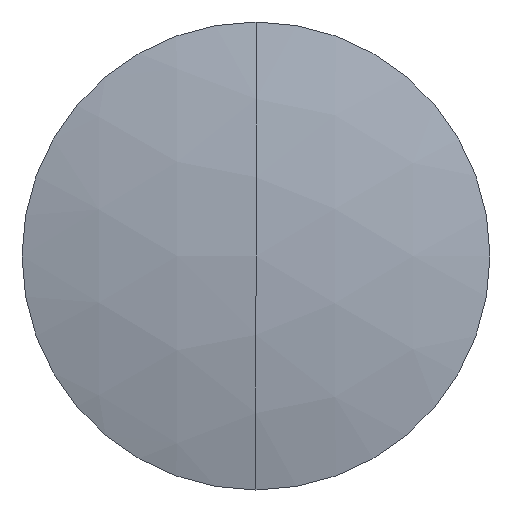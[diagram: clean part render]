
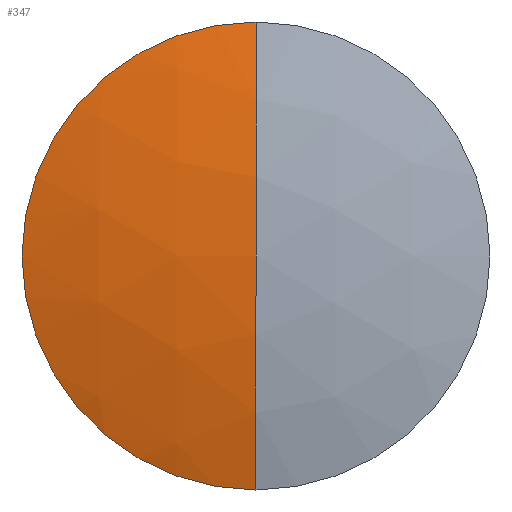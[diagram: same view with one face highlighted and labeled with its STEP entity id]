
A CAD part, left-side view. The second image highlights one B-rep face of the part: STEP entity #347.
In plain terms, the highlighted spherical face has radius 56 mm.
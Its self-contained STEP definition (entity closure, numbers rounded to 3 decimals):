
#3 = EDGE_CURVE ( 'NONE', #75, #158, #184, .T. ) ;
#6 = CARTESIAN_POINT ( 'NONE',  ( 272.601, 0., 0. ) ) ;
#19 = DIRECTION ( 'NONE',  ( 0., 1., 0. ) ) ;
#38 = DIRECTION ( 'NONE',  ( 0., 0., -1. ) ) ;
#66 = AXIS2_PLACEMENT_3D ( 'NONE', #316, #19, #147 ) ;
#72 = EDGE_CURVE ( 'NONE', #158, #121, #100, .T. ) ;
#75 = VERTEX_POINT ( 'NONE', #105 ) ;
#100 = CIRCLE ( 'NONE', #302, 56. ) ;
#105 = CARTESIAN_POINT ( 'NONE',  ( 218.647, 0., 15. ) ) ;
#121 = VERTEX_POINT ( 'NONE', #130 ) ;
#127 = ORIENTED_EDGE ( 'NONE', *, *, #3, .T. ) ;
#130 = CARTESIAN_POINT ( 'NONE',  ( 216.601, 0., 0. ) ) ;
#147 = DIRECTION ( 'NONE',  ( 0., 0., 1. ) ) ;
#158 = VERTEX_POINT ( 'NONE', #298 ) ;
#159 = DIRECTION ( 'NONE',  ( 0., 0., 1. ) ) ;
#164 = EDGE_LOOP ( 'NONE', ( #127, #218, #284 ) ) ;
#173 = AXIS2_PLACEMENT_3D ( 'NONE', #273, #177, #38 ) ;
#177 = DIRECTION ( 'NONE',  ( 0., -1., 0. ) ) ;
#178 = DIRECTION ( 'NONE',  ( -1., 0., 0. ) ) ;
#181 = AXIS2_PLACEMENT_3D ( 'NONE', #271, #178, #225 ) ;
#184 = CIRCLE ( 'NONE', #181, 15. ) ;
#200 = SPHERICAL_SURFACE ( 'NONE', #66, 56. ) ;
#218 = ORIENTED_EDGE ( 'NONE', *, *, #72, .T. ) ;
#225 = DIRECTION ( 'NONE',  ( 0., 0., 1. ) ) ;
#271 = CARTESIAN_POINT ( 'NONE',  ( 218.647, 0., 0. ) ) ;
#273 = CARTESIAN_POINT ( 'NONE',  ( 272.601, 0., 0. ) ) ;
#281 = EDGE_CURVE ( 'NONE', #75, #121, #346, .T. ) ;
#284 = ORIENTED_EDGE ( 'NONE', *, *, #281, .F. ) ;
#285 = FACE_OUTER_BOUND ( 'NONE', #164, .T. ) ;
#298 = CARTESIAN_POINT ( 'NONE',  ( 218.647, 0., -15. ) ) ;
#302 = AXIS2_PLACEMENT_3D ( 'NONE', #6, #328, #159 ) ;
#316 = CARTESIAN_POINT ( 'NONE',  ( 272.601, 0., 0. ) ) ;
#328 = DIRECTION ( 'NONE',  ( 0., 1., 0. ) ) ;
#346 = CIRCLE ( 'NONE', #173, 56. ) ;
#347 = ADVANCED_FACE ( 'NONE', ( #285 ), #200, .T. ) ;
